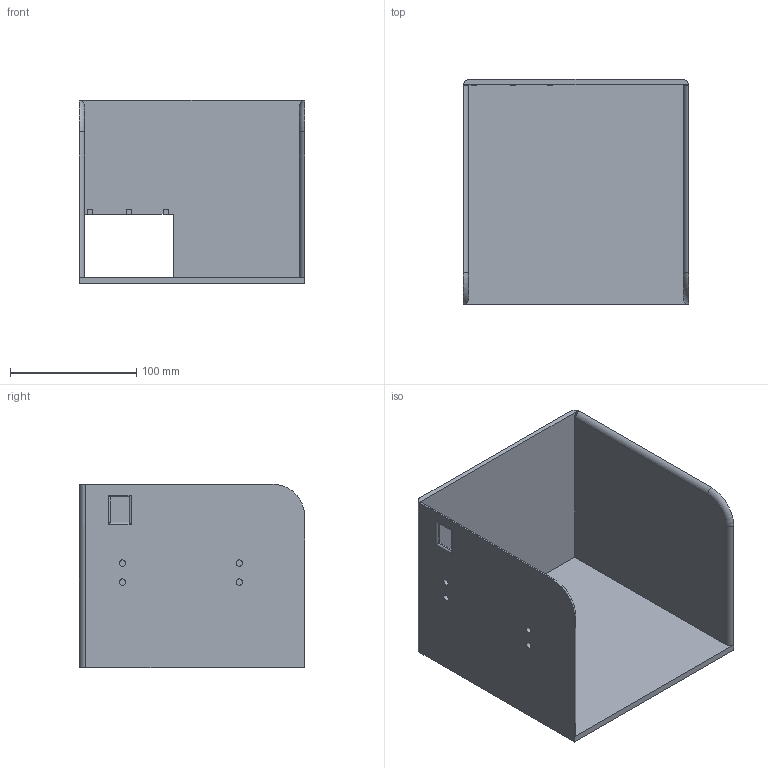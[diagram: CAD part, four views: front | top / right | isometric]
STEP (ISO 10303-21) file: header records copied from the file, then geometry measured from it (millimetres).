
FILE_DESCRIPTION(/* description */ (''),/* implementation_level */ '2;1');
FILE_NAME(/* name */ 'main_body.step',/* time_stamp */ '2025-08-09T09:32:16+05:30',/* author */ (''),/* organization */ (''),/* preprocessor_version */ 'ST-DEVELOPER v20.1',/* originating_system */ 'Autodesk Translation Framework v14.10.0.0',/* authorisation */ '');
FILE_SCHEMA (('AUTOMOTIVE_DESIGN { 1 0 10303 214 3 1 1 }'));
Length unit declared in the file: millimetre
Products named in the file (2): 2025-08-09-09-32-16-825; 2025-08-09-09-32-16-826
Assembly tree (1 placements, depth 2):
  2025-08-09-09-32-16-825
    2025-08-09-09-32-16-826
Bounding box: 178 x 178 x 145 mm (x, y, z)
Volume: 431364.1 mm3; surface area: 206725.4 mm2
Topology: 1 solids, 1 shells, 61 faces, 164 edges, 106 vertices
Faces by surface type: plane 39, cylinder 18, bspline 2, torus 2
Full cylindrical faces by diameter (mm): 5 x4
Entity records: 2019 total; most frequent: CARTESIAN_POINT 396, ORIENTED_EDGE 328, DIRECTION 320, EDGE_CURVE 164, LINE 124, VECTOR 124, VERTEX_POINT 106, AXIS2_PLACEMENT_3D 98
